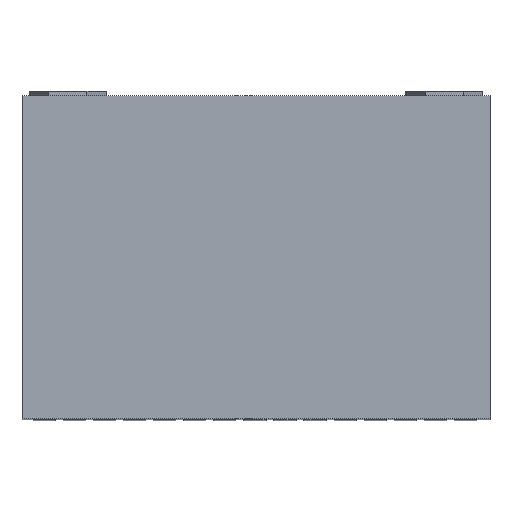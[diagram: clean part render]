
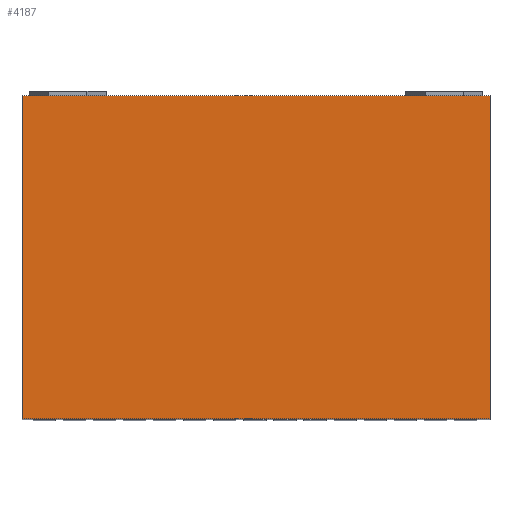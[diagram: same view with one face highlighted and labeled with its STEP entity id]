
A CAD part, top view. The second image highlights one B-rep face of the part: STEP entity #4187.
In plain terms, the highlighted planar face has unit normal (0, 0, 1).
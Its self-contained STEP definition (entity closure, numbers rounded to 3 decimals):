
#15 = EDGE_LOOP ( 'NONE', ( #11473, #15635, #7853, #12616 ) ) ;
#843 = VECTOR ( 'NONE', #12420, 1000. ) ;
#1150 = VECTOR ( 'NONE', #4027, 1000. ) ;
#1349 = DIRECTION ( 'NONE',  ( -1., 0., 0. ) ) ;
#2002 = VERTEX_POINT ( 'NONE', #6394 ) ;
#2435 = CARTESIAN_POINT ( 'NONE',  ( -1., 0.1, 1. ) ) ;
#2809 = LINE ( 'NONE', #8734, #7058 ) ;
#3302 = FACE_OUTER_BOUND ( 'NONE', #15, .T. ) ;
#3671 = LINE ( 'NONE', #9596, #843 ) ;
#4027 = DIRECTION ( 'NONE',  ( 0., -1., 0. ) ) ;
#4187 = ADVANCED_FACE ( 'NONE', ( #3302 ), #10678, .T. ) ;
#5780 = EDGE_CURVE ( 'NONE', #7453, #2002, #3671, .T. ) ;
#6394 = CARTESIAN_POINT ( 'NONE',  ( -1., 29.1, 1. ) ) ;
#7058 = VECTOR ( 'NONE', #1349, 1000. ) ;
#7453 = VERTEX_POINT ( 'NONE', #10326 ) ;
#7665 = DIRECTION ( 'NONE',  ( 1., 0., 0. ) ) ;
#7853 = ORIENTED_EDGE ( 'NONE', *, *, #5780, .T. ) ;
#7885 = AXIS2_PLACEMENT_3D ( 'NONE', #16629, #12243, #7665 ) ;
#8734 = CARTESIAN_POINT ( 'NONE',  ( 41., 0.1, 1. ) ) ;
#9596 = CARTESIAN_POINT ( 'NONE',  ( 41., 29.1, 1. ) ) ;
#9946 = EDGE_CURVE ( 'NONE', #2002, #16024, #19214, .T. ) ;
#10326 = CARTESIAN_POINT ( 'NONE',  ( 41., 29.1, 1. ) ) ;
#10678 = PLANE ( 'NONE',  #7885 ) ;
#10785 = EDGE_CURVE ( 'NONE', #7453, #18380, #16809, .T. ) ;
#11473 = ORIENTED_EDGE ( 'NONE', *, *, #12118, .F. ) ;
#12118 = EDGE_CURVE ( 'NONE', #18380, #16024, #2809, .T. ) ;
#12243 = DIRECTION ( 'NONE',  ( 0., 0., 1. ) ) ;
#12314 = DIRECTION ( 'NONE',  ( 0., -1., 0. ) ) ;
#12420 = DIRECTION ( 'NONE',  ( -1., 0., 0. ) ) ;
#12616 = ORIENTED_EDGE ( 'NONE', *, *, #9946, .T. ) ;
#13877 = CARTESIAN_POINT ( 'NONE',  ( 41., 29.1, 1. ) ) ;
#14221 = VECTOR ( 'NONE', #12314, 1000. ) ;
#14720 = CARTESIAN_POINT ( 'NONE',  ( -1., 29.1, 1. ) ) ;
#14901 = CARTESIAN_POINT ( 'NONE',  ( 41., 0.1, 1. ) ) ;
#15635 = ORIENTED_EDGE ( 'NONE', *, *, #10785, .F. ) ;
#16024 = VERTEX_POINT ( 'NONE', #2435 ) ;
#16629 = CARTESIAN_POINT ( 'NONE',  ( 41., 29.1, 1. ) ) ;
#16809 = LINE ( 'NONE', #13877, #14221 ) ;
#18380 = VERTEX_POINT ( 'NONE', #14901 ) ;
#19214 = LINE ( 'NONE', #14720, #1150 ) ;
